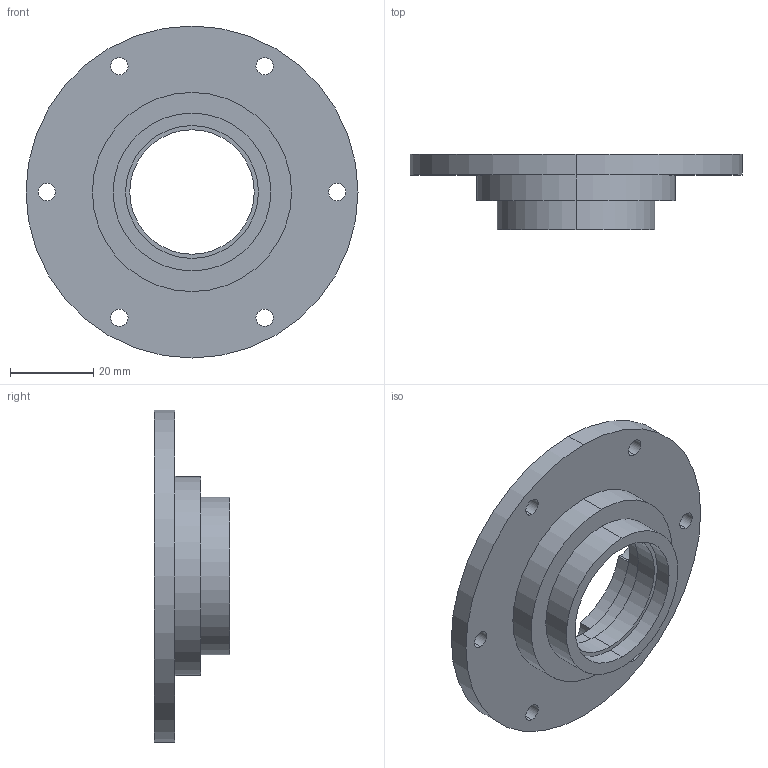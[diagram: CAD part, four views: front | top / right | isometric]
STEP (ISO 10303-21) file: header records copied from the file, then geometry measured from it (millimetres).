
FILE_DESCRIPTION (( 'STEP AP203' ), '1' );
FILE_NAME ('蟀諉釱.STEP', '2021-11-21T07:44:21', ( '' ), ( '' ), 'SwSTEP 2.0', 'SolidWorks 2020', '' );
FILE_SCHEMA (( 'CONFIG_CONTROL_DESIGN' ));
Length unit declared in the file: millimetre
Products named in the file (1): 蟀諉釱
Bounding box: 80 x 18.2 x 80 mm (x, y, z)
Volume: 28536.1 mm3; surface area: 13838.4 mm2
Topology: 1 solids, 1 shells, 44 faces, 111 edges, 74 vertices
Faces by surface type: cylinder 37, plane 7
Entity records: 1474 total; most frequent: DIRECTION 275, CARTESIAN_POINT 230, ORIENTED_EDGE 222, AXIS2_PLACEMENT_3D 119, EDGE_CURVE 111, VERTEX_POINT 74, CIRCLE 74, EDGE_LOOP 63
